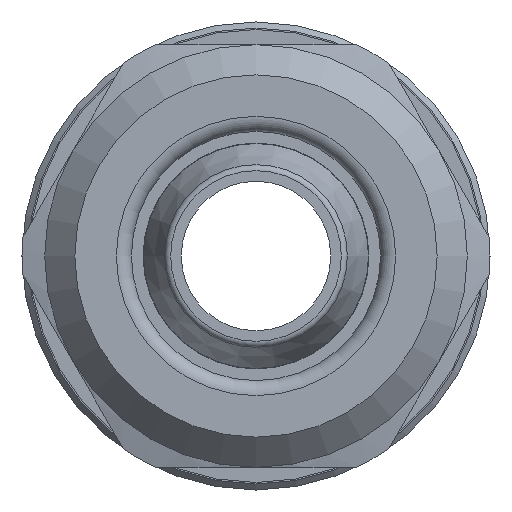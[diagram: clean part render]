
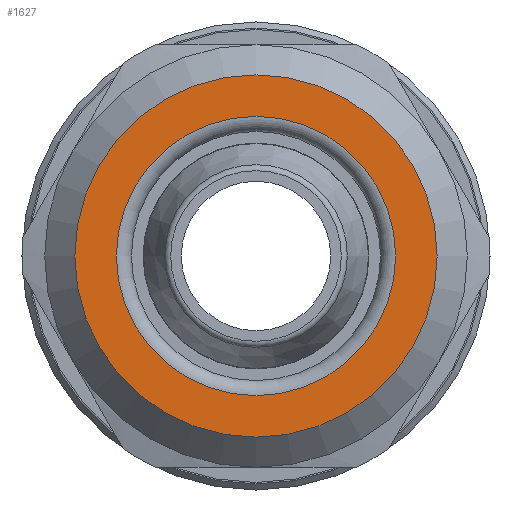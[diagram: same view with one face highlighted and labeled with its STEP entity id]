
A CAD part, left-side view. The second image highlights one B-rep face of the part: STEP entity #1627.
In plain terms, the highlighted planar face has unit normal (-1, 0, 0).
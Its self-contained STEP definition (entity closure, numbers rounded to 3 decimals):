
#92=FACE_BOUND('',#302,.T.);
#111=PLANE('',#1909);
#203=FACE_OUTER_BOUND('',#301,.T.);
#301=EDGE_LOOP('',(#1339));
#302=EDGE_LOOP('',(#1340,#1341));
#560=CIRCLE('',#1908,6.);
#561=CIRCLE('',#1910,4.625);
#562=CIRCLE('',#1911,4.625);
#723=VERTEX_POINT('',#2909);
#724=VERTEX_POINT('',#2913);
#725=VERTEX_POINT('',#2914);
#939=EDGE_CURVE('',#723,#723,#560,.T.);
#940=EDGE_CURVE('',#724,#725,#561,.T.);
#941=EDGE_CURVE('',#725,#724,#562,.T.);
#1339=ORIENTED_EDGE('',*,*,#939,.F.);
#1340=ORIENTED_EDGE('',*,*,#940,.F.);
#1341=ORIENTED_EDGE('',*,*,#941,.F.);
#1627=ADVANCED_FACE('',(#203,#92),#111,.T.);
#1908=AXIS2_PLACEMENT_3D('',#2911,#2339,#2340);
#1909=AXIS2_PLACEMENT_3D('',#2912,#2341,#2342);
#1910=AXIS2_PLACEMENT_3D('',#2915,#2343,#2344);
#1911=AXIS2_PLACEMENT_3D('',#2916,#2345,#2346);
#2339=DIRECTION('center_axis',(1.,0.,0.));
#2340=DIRECTION('ref_axis',(0.,-1.,0.));
#2341=DIRECTION('center_axis',(-1.,0.,0.));
#2342=DIRECTION('ref_axis',(0.,0.,1.));
#2343=DIRECTION('center_axis',(-1.,0.,0.));
#2344=DIRECTION('ref_axis',(0.,-1.,0.));
#2345=DIRECTION('center_axis',(-1.,0.,0.));
#2346=DIRECTION('ref_axis',(0.,-1.,0.));
#2909=CARTESIAN_POINT('',(0.,6.,0.));
#2911=CARTESIAN_POINT('Origin',(0.,0.,0.));
#2912=CARTESIAN_POINT('Origin',(0.,5.563,0.));
#2913=CARTESIAN_POINT('',(0.,4.625,0.));
#2914=CARTESIAN_POINT('',(0.,0.,4.625));
#2915=CARTESIAN_POINT('Origin',(0.,0.,0.));
#2916=CARTESIAN_POINT('Origin',(0.,0.,0.));
